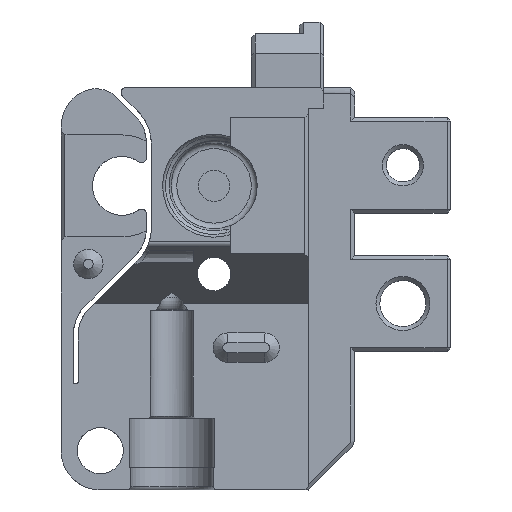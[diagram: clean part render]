
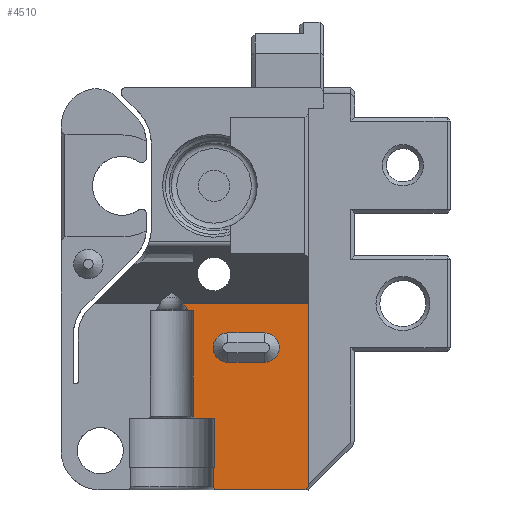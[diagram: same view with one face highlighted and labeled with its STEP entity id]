
A CAD part, top view. The second image highlights one B-rep face of the part: STEP entity #4510.
In plain terms, the highlighted planar face has unit normal (0, 0, 1).
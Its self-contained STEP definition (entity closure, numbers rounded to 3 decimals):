
#60=FACE_BOUND('',#849,.T.);
#74=(
BOUNDED_CURVE()
B_SPLINE_CURVE(2,(#6525,#6526,#6527),.UNSPECIFIED.,.F.,.F.)
B_SPLINE_CURVE_WITH_KNOTS((3,3),(-0.006,-0.005),
 .UNSPECIFIED.)
CURVE()
GEOMETRIC_REPRESENTATION_ITEM()
RATIONAL_B_SPLINE_CURVE((46.547,44.608,42.669))
REPRESENTATION_ITEM('')
);
#77=(
BOUNDED_CURVE()
B_SPLINE_CURVE(2,(#9384,#9385,#9386),.UNSPECIFIED.,.F.,.F.)
B_SPLINE_CURVE_WITH_KNOTS((3,3),(-0.018,-0.017),
 .UNSPECIFIED.)
CURVE()
GEOMETRIC_REPRESENTATION_ITEM()
RATIONAL_B_SPLINE_CURVE((63.645,62.04,60.435))
REPRESENTATION_ITEM('')
);
#115=CIRCLE('',#4651,0.4);
#140=CIRCLE('',#4690,1.5);
#141=CIRCLE('',#4692,1.5);
#291=B_SPLINE_CURVE_WITH_KNOTS('',3,(#9478,#9479,#9480,#9481,#9482,#9483,
#9484,#9485),.UNSPECIFIED.,.F.,.F.,(4,2,2,4),(0.56,0.566,
0.629,0.629),.UNSPECIFIED.);
#600=FACE_OUTER_BOUND('',#848,.T.);
#848=EDGE_LOOP('',(#3864,#3865,#3866,#3867,#3868,#3869,#3870,#3871,#3872,
#3873,#3874,#3875,#3876,#3877));
#849=EDGE_LOOP('',(#3878,#3879,#3880,#3881));
#950=LINE('',#6187,#1352);
#956=LINE('',#6200,#1358);
#967=LINE('',#6232,#1369);
#1140=LINE('',#10504,#1542);
#1144=LINE('',#10519,#1546);
#1146=LINE('',#10525,#1548);
#1217=LINE('',#10766,#1619);
#1219=LINE('',#10769,#1621);
#1220=LINE('',#10771,#1622);
#1222=LINE('',#10774,#1624);
#1257=LINE('',#10976,#1659);
#1258=LINE('',#10977,#1660);
#1352=VECTOR('',#5032,10.);
#1358=VECTOR('',#5040,10.);
#1369=VECTOR('',#5057,10.);
#1542=VECTOR('',#5632,10.);
#1546=VECTOR('',#5646,10.);
#1548=VECTOR('',#5652,10.);
#1619=VECTOR('',#5861,10.);
#1621=VECTOR('',#5865,10.);
#1622=VECTOR('',#5868,10.);
#1624=VECTOR('',#5872,10.);
#1659=VECTOR('',#5963,10.);
#1660=VECTOR('',#5964,10.);
#1739=VERTEX_POINT('',#6185);
#1740=VERTEX_POINT('',#6186);
#1745=VERTEX_POINT('',#6197);
#1746=VERTEX_POINT('',#6199);
#1757=VERTEX_POINT('',#6229);
#1758=VERTEX_POINT('',#6231);
#1851=VERTEX_POINT('',#6521);
#1853=VERTEX_POINT('',#6524);
#1908=VERTEX_POINT('',#9131);
#1909=VERTEX_POINT('',#9133);
#1927=VERTEX_POINT('',#9380);
#1929=VERTEX_POINT('',#9383);
#1931=VERTEX_POINT('',#9477);
#2067=VERTEX_POINT('',#10503);
#2071=VERTEX_POINT('',#10515);
#2073=VERTEX_POINT('',#10518);
#2075=VERTEX_POINT('',#10524);
#2118=VERTEX_POINT('',#10975);
#2186=EDGE_CURVE('',#1739,#1740,#950,.T.);
#2192=EDGE_CURVE('',#1746,#1745,#956,.T.);
#2204=EDGE_CURVE('',#1758,#1757,#967,.T.);
#2319=EDGE_CURVE('',#1853,#1851,#74,.T.);
#2380=EDGE_CURVE('',#1909,#1908,#115,.T.);
#2403=EDGE_CURVE('',#1929,#1927,#77,.T.);
#2406=EDGE_CURVE('',#1931,#1929,#291,.T.);
#2440=EDGE_CURVE('',#1740,#1746,#140,.T.);
#2441=EDGE_CURVE('',#1745,#1739,#141,.T.);
#2602=EDGE_CURVE('',#2067,#1909,#1140,.T.);
#2609=EDGE_CURVE('',#2073,#2071,#1144,.T.);
#2612=EDGE_CURVE('',#2075,#1853,#1146,.T.);
#2709=EDGE_CURVE('',#1908,#1758,#1217,.T.);
#2711=EDGE_CURVE('',#2071,#2067,#1219,.T.);
#2712=EDGE_CURVE('',#1851,#2073,#1220,.T.);
#2714=EDGE_CURVE('',#1927,#2075,#1222,.T.);
#2756=EDGE_CURVE('',#2118,#1757,#1257,.T.);
#2757=EDGE_CURVE('',#1931,#2118,#1258,.T.);
#3864=ORIENTED_EDGE('',*,*,#2406,.T.);
#3865=ORIENTED_EDGE('',*,*,#2403,.T.);
#3866=ORIENTED_EDGE('',*,*,#2714,.T.);
#3867=ORIENTED_EDGE('',*,*,#2612,.T.);
#3868=ORIENTED_EDGE('',*,*,#2319,.T.);
#3869=ORIENTED_EDGE('',*,*,#2712,.T.);
#3870=ORIENTED_EDGE('',*,*,#2609,.T.);
#3871=ORIENTED_EDGE('',*,*,#2711,.T.);
#3872=ORIENTED_EDGE('',*,*,#2602,.T.);
#3873=ORIENTED_EDGE('',*,*,#2380,.T.);
#3874=ORIENTED_EDGE('',*,*,#2709,.T.);
#3875=ORIENTED_EDGE('',*,*,#2204,.T.);
#3876=ORIENTED_EDGE('',*,*,#2756,.F.);
#3877=ORIENTED_EDGE('',*,*,#2757,.F.);
#3878=ORIENTED_EDGE('',*,*,#2192,.T.);
#3879=ORIENTED_EDGE('',*,*,#2441,.T.);
#3880=ORIENTED_EDGE('',*,*,#2186,.T.);
#3881=ORIENTED_EDGE('',*,*,#2440,.T.);
#4270=PLANE('',#4893);
#4510=ADVANCED_FACE('',(#600,#60),#4270,.T.);
#4651=AXIS2_PLACEMENT_3D('',#9134,#5302,#5303);
#4690=AXIS2_PLACEMENT_3D('',#9779,#5390,#5391);
#4692=AXIS2_PLACEMENT_3D('',#9781,#5394,#5395);
#4893=AXIS2_PLACEMENT_3D('',#10974,#5961,#5962);
#5032=DIRECTION('',(-1.,0.,0.));
#5040=DIRECTION('',(1.,0.,0.));
#5057=DIRECTION('',(0.707,0.707,0.));
#5302=DIRECTION('center_axis',(0.,0.,
1.));
#5303=DIRECTION('ref_axis',(1.,0.,0.));
#5390=DIRECTION('center_axis',(0.,0.,
-1.));
#5391=DIRECTION('ref_axis',(-1.,0.,0.));
#5394=DIRECTION('center_axis',(0.,0.,
-1.));
#5395=DIRECTION('ref_axis',(-1.,0.,0.));
#5632=DIRECTION('',(0.,-1.,0.));
#5646=DIRECTION('',(0.,-1.,0.));
#5652=DIRECTION('',(0.,-1.,0.));
#5861=DIRECTION('',(1.,0.,0.));
#5865=DIRECTION('',(-1.,0.,0.));
#5868=DIRECTION('',(1.,0.,0.));
#5872=DIRECTION('',(1.,0.,0.));
#5961=DIRECTION('center_axis',(0.,0.,
1.));
#5962=DIRECTION('ref_axis',(1.,0.,0.));
#5963=DIRECTION('',(0.,-1.,0.));
#5964=DIRECTION('',(1.,0.,0.));
#6185=CARTESIAN_POINT('',(9.45,-18.,0.));
#6186=CARTESIAN_POINT('',(5.7,-18.,0.));
#6187=CARTESIAN_POINT('',(7.08,-18.,0.));
#6197=CARTESIAN_POINT('',(9.45,-15.,0.));
#6199=CARTESIAN_POINT('',(5.7,-15.,0.));
#6200=CARTESIAN_POINT('',(7.08,-15.,0.));
#6229=CARTESIAN_POINT('',(13.95,-30.6,0.));
#6231=CARTESIAN_POINT('',(13.55,-31.,0.));
#6232=CARTESIAN_POINT('',(14.933,-29.617,0.));
#6521=CARTESIAN_POINT('',(2.4,-23.7,0.));
#6524=CARTESIAN_POINT('',(2.2,-23.5,0.));
#6525=CARTESIAN_POINT('Ctrl Pts',(2.2,-23.5,0.));
#6526=CARTESIAN_POINT('Ctrl Pts',(2.296,-23.596,0.));
#6527=CARTESIAN_POINT('Ctrl Pts',(2.4,-23.7,0.));
#9131=CARTESIAN_POINT('',(4.6,-31.,0.));
#9133=CARTESIAN_POINT('',(4.2,-30.6,0.));
#9134=CARTESIAN_POINT('Origin',(4.6,-30.6,0.));
#9380=CARTESIAN_POINT('',(1.683,-12.7,0.));
#9383=CARTESIAN_POINT('',(1.598,-12.615,0.));
#9384=CARTESIAN_POINT('Ctrl Pts',(1.598,-12.615,0.));
#9385=CARTESIAN_POINT('Ctrl Pts',(1.639,-12.656,0.));
#9386=CARTESIAN_POINT('Ctrl Pts',(1.683,-12.7,0.));
#9477=CARTESIAN_POINT('',(1.205,-12.,0.));
#9478=CARTESIAN_POINT('Ctrl Pts',(1.205,-12.,0.));
#9479=CARTESIAN_POINT('Ctrl Pts',(1.212,-12.022,0.));
#9480=CARTESIAN_POINT('Ctrl Pts',(1.221,-12.043,0.));
#9481=CARTESIAN_POINT('Ctrl Pts',(1.31,-12.257,0.));
#9482=CARTESIAN_POINT('Ctrl Pts',(1.449,-12.467,0.));
#9483=CARTESIAN_POINT('Ctrl Pts',(1.598,-12.615,0.));
#9484=CARTESIAN_POINT('Ctrl Pts',(1.598,-12.615,0.));
#9485=CARTESIAN_POINT('Ctrl Pts',(1.598,-12.615,0.));
#9779=CARTESIAN_POINT('Origin',(5.7,-16.5,0.));
#9781=CARTESIAN_POINT('Origin',(9.45,-16.5,0.));
#10503=CARTESIAN_POINT('',(4.2,-28.75,0.));
#10504=CARTESIAN_POINT('',(4.2,-28.75,0.));
#10515=CARTESIAN_POINT('',(4.3,-28.75,0.));
#10518=CARTESIAN_POINT('',(4.3,-23.7,0.));
#10519=CARTESIAN_POINT('',(4.3,-23.7,0.));
#10524=CARTESIAN_POINT('',(2.2,-12.7,0.));
#10525=CARTESIAN_POINT('',(2.2,-12.7,0.));
#10766=CARTESIAN_POINT('',(5.546,-31.,0.));
#10769=CARTESIAN_POINT('',(3.293,-28.75,0.));
#10771=CARTESIAN_POINT('',(3.293,-23.7,0.));
#10774=CARTESIAN_POINT('',(3.293,-12.7,0.));
#10974=CARTESIAN_POINT('Origin',(6.585,-18.902,0.));
#10975=CARTESIAN_POINT('',(13.95,-12.,0.));
#10976=CARTESIAN_POINT('',(13.95,-13.843,0.));
#10977=CARTESIAN_POINT('',(4.909,-12.,0.));
